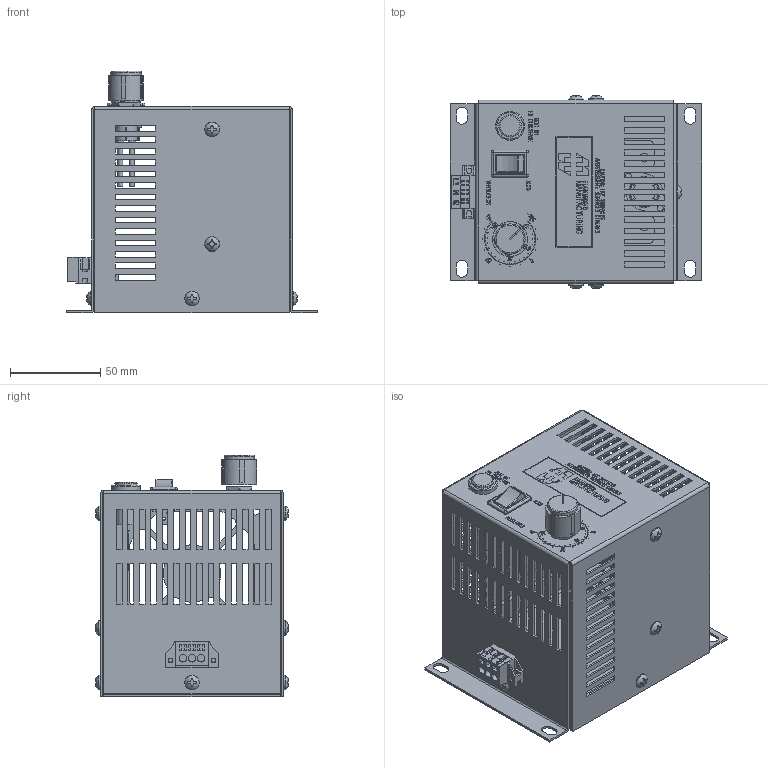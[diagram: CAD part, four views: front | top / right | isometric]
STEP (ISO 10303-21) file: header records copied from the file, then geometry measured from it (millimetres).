
FILE_DESCRIPTION (( 'STEP AP214' ), '1' );
FILE_NAME ('FLHTF125A115.STEP', '2020-11-05T14:24:09', ( '' ), ( '' ), 'SwSTEP 2.0', 'SolidWorks 2019', '' );
FILE_SCHEMA (( 'AUTOMOTIVE_DESIGN' ));
Length unit declared in the file: inch
Products named in the file (1): FLHTF125A115
Bounding box: 139.06 x 107.14 x 133.86 mm (x, y, z)
Volume: 143779.1 mm3; surface area: 176791.3 mm2
Topology: 17 solids, 17 shells, 4140 faces, 11589 edges, 7679 vertices
Faces by surface type: plane 3640, cylinder 274, bspline 127, cone 50, torus 27, sphere 22
Full cylindrical faces by diameter (mm): 1.676 x2, 1.778 x3, 2.159 x2, 2.667 x2, 3.048 x2, 3.302 x2, 3.48 x8, 4.191 x3, 4.318 x2, 4.623 x8, 4.801 x2, 5.156 x4, 9.728 x1, 12.446 x2, 12.7 x1, 14.605 x1, 15.748 x1, 15.875 x1, 16.51 x2, 16.764 x1, 19.304 x1
Entity records: 135084 total; most frequent: CARTESIAN_POINT 29075, ORIENTED_EDGE 22868, DIRECTION 19790, EDGE_CURVE 11434, VECTOR 10224, LINE 10224, VERTEX_POINT 7628, AXIS2_PLACEMENT_3D 4783
